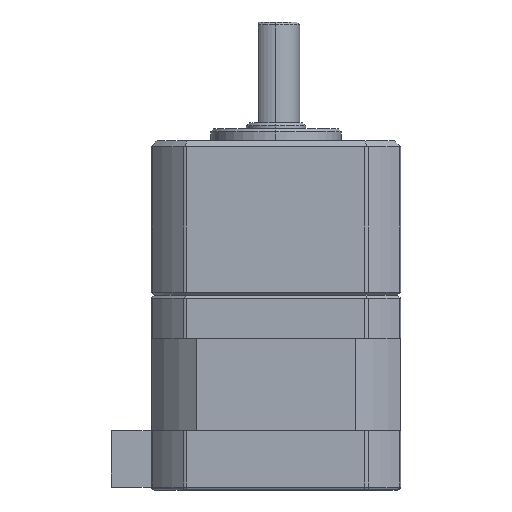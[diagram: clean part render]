
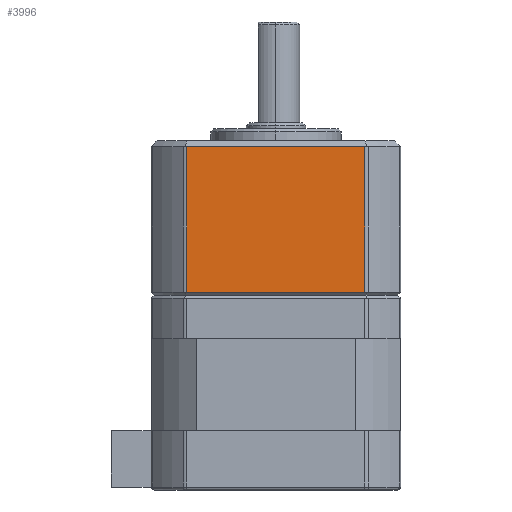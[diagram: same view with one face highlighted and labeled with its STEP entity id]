
A CAD part, left-side view. The second image highlights one B-rep face of the part: STEP entity #3996.
In plain terms, the highlighted planar face has unit normal (-1, 0, 0).
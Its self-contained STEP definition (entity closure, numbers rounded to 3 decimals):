
#41 = DIRECTION ( 'NONE',  ( 0., -1., 0. ) ) ;
#58 = FACE_OUTER_BOUND ( 'NONE', #3495, .T. ) ;
#105 = LINE ( 'NONE', #3800, #2966 ) ;
#358 = ORIENTED_EDGE ( 'NONE', *, *, #2448, .T. ) ;
#387 = AXIS2_PLACEMENT_3D ( 'NONE', #1039, #3863, #1734 ) ;
#402 = DIRECTION ( 'NONE',  ( 0., 1., 0. ) ) ;
#629 = CARTESIAN_POINT ( 'NONE',  ( -21., -15., 26. ) ) ;
#766 = LINE ( 'NONE', #2529, #4389 ) ;
#870 = CARTESIAN_POINT ( 'NONE',  ( -21., 15., 25. ) ) ;
#872 = LINE ( 'NONE', #629, #4278 ) ;
#924 = ORIENTED_EDGE ( 'NONE', *, *, #2917, .T. ) ;
#944 = DIRECTION ( 'NONE',  ( 0., 0., 1. ) ) ;
#1039 = CARTESIAN_POINT ( 'NONE',  ( -21., 15.33, 26. ) ) ;
#1191 = VERTEX_POINT ( 'NONE', #3849 ) ;
#1570 = CARTESIAN_POINT ( 'NONE',  ( -21., -15., 25. ) ) ;
#1734 = DIRECTION ( 'NONE',  ( 0., 1., 0. ) ) ;
#1786 = CARTESIAN_POINT ( 'NONE',  ( -21., 15.33, 0.5 ) ) ;
#2389 = VERTEX_POINT ( 'NONE', #3492 ) ;
#2417 = DIRECTION ( 'NONE',  ( 0., 0., -1. ) ) ;
#2448 = EDGE_CURVE ( 'NONE', #2389, #1191, #4391, .T. ) ;
#2529 = CARTESIAN_POINT ( 'NONE',  ( -21., 15.33, 25. ) ) ;
#2554 = VERTEX_POINT ( 'NONE', #1570 ) ;
#2917 = EDGE_CURVE ( 'NONE', #1191, #2554, #872, .T. ) ;
#2966 = VECTOR ( 'NONE', #2417, 1000. ) ;
#3000 = ORIENTED_EDGE ( 'NONE', *, *, #3083, .T. ) ;
#3083 = EDGE_CURVE ( 'NONE', #2554, #4489, #766, .T. ) ;
#3492 = CARTESIAN_POINT ( 'NONE',  ( -21., 15., 0.5 ) ) ;
#3495 = EDGE_LOOP ( 'NONE', ( #358, #924, #3000, #4094 ) ) ;
#3800 = CARTESIAN_POINT ( 'NONE',  ( -21., 15., 26. ) ) ;
#3849 = CARTESIAN_POINT ( 'NONE',  ( -21., -15., 0.5 ) ) ;
#3863 = DIRECTION ( 'NONE',  ( 1., 0., 0. ) ) ;
#3996 = ADVANCED_FACE ( 'NONE', ( #58 ), #4189, .F. ) ;
#4053 = VECTOR ( 'NONE', #41, 1000. ) ;
#4094 = ORIENTED_EDGE ( 'NONE', *, *, #4165, .T. ) ;
#4165 = EDGE_CURVE ( 'NONE', #4489, #2389, #105, .T. ) ;
#4189 = PLANE ( 'NONE',  #387 ) ;
#4278 = VECTOR ( 'NONE', #944, 1000. ) ;
#4389 = VECTOR ( 'NONE', #402, 1000. ) ;
#4391 = LINE ( 'NONE', #1786, #4053 ) ;
#4489 = VERTEX_POINT ( 'NONE', #870 ) ;
